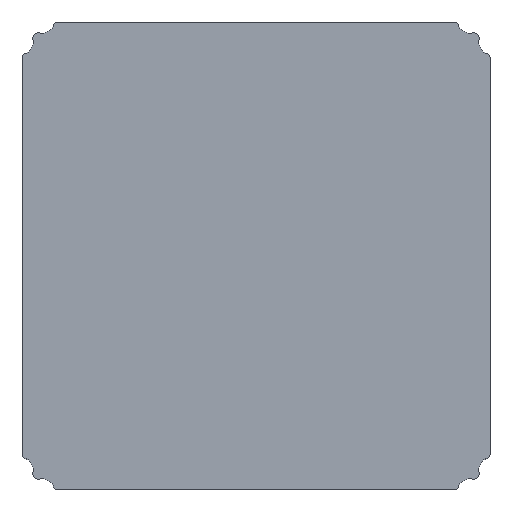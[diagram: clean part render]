
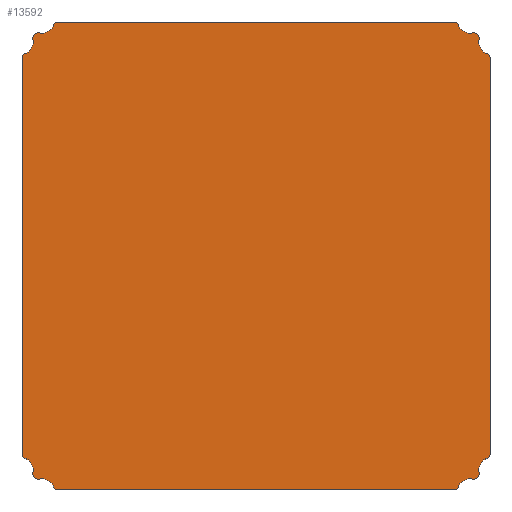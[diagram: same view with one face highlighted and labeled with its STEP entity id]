
A CAD part, top view. The second image highlights one B-rep face of the part: STEP entity #13592.
In plain terms, the highlighted planar face has unit normal (0, 0, 1).
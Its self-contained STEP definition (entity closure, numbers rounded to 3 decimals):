
#10766 = EDGE_CURVE('',#10767,#10769,#10771,.T.);
#10767 = VERTEX_POINT('',#10768);
#10768 = CARTESIAN_POINT('',(-43.661,-51.4,2.));
#10769 = VERTEX_POINT('',#10770);
#10770 = CARTESIAN_POINT('',(43.661,-51.4,2.));
#10771 = LINE('',#10772,#10773);
#10772 = CARTESIAN_POINT('',(-43.661,-51.4,2.));
#10773 = VECTOR('',#10774,1.);
#10774 = DIRECTION('',(1.,0.,0.));
#11129 = EDGE_CURVE('',#11130,#11132,#11134,.T.);
#11130 = VERTEX_POINT('',#11131);
#11131 = CARTESIAN_POINT('',(-51.4,43.661,2.));
#11132 = VERTEX_POINT('',#11133);
#11133 = CARTESIAN_POINT('',(-51.4,-43.661,2.));
#11134 = LINE('',#11135,#11136);
#11135 = CARTESIAN_POINT('',(-51.4,43.661,2.));
#11136 = VECTOR('',#11137,1.);
#11137 = DIRECTION('',(0.,-1.,0.));
#12166 = EDGE_CURVE('',#12167,#12169,#12171,.T.);
#12167 = VERTEX_POINT('',#12168);
#12168 = CARTESIAN_POINT('',(51.4,-43.661,2.));
#12169 = VERTEX_POINT('',#12170);
#12170 = CARTESIAN_POINT('',(51.4,43.661,2.));
#12171 = LINE('',#12172,#12173);
#12172 = CARTESIAN_POINT('',(51.4,-43.661,2.));
#12173 = VECTOR('',#12174,1.);
#12174 = DIRECTION('',(0.,1.,0.));
#12506 = VERTEX_POINT('',#12507);
#12507 = CARTESIAN_POINT('',(-43.661,51.4,2.));
#12514 = EDGE_CURVE('',#12506,#12515,#12517,.T.);
#12515 = VERTEX_POINT('',#12516);
#12516 = CARTESIAN_POINT('',(43.661,51.4,2.));
#12517 = LINE('',#12518,#12519);
#12518 = CARTESIAN_POINT('',(0.,51.4,2.));
#12519 = VECTOR('',#12520,1.);
#12520 = DIRECTION('',(1.,0.,0.));
#13592 = ADVANCED_FACE('',(#13593),#13771,.T.);
#13593 = FACE_BOUND('',#13594,.F.);
#13594 = EDGE_LOOP('',(#13595,#13606,#13615,#13624,#13631,#13632,#13641,
    #13650,#13659,#13668,#13675,#13676,#13685,#13694,#13703,#13712,
    #13719,#13720,#13729,#13738,#13747,#13756,#13763,#13764));
#13595 = ORIENTED_EDGE('',*,*,#13596,.T.);
#13596 = EDGE_CURVE('',#13597,#13599,#13601,.T.);
#13597 = VERTEX_POINT('',#13598);
#13598 = CARTESIAN_POINT('',(-44.377,-50.875,2.));
#13599 = VERTEX_POINT('',#13600);
#13600 = CARTESIAN_POINT('',(-47.533,-49.002,2.));
#13601 = CIRCLE('',#13602,2.75);
#13602 = AXIS2_PLACEMENT_3D('',#13603,#13604,#13605);
#13603 = CARTESIAN_POINT('',(-47.,-51.7,2.));
#13604 = DIRECTION('',(0.,0.,1.));
#13605 = DIRECTION('',(1.,0.,0.));
#13606 = ORIENTED_EDGE('',*,*,#13607,.F.);
#13607 = EDGE_CURVE('',#13608,#13599,#13610,.T.);
#13608 = VERTEX_POINT('',#13609);
#13609 = CARTESIAN_POINT('',(-49.002,-47.533,2.));
#13610 = CIRCLE('',#13611,1.25);
#13611 = AXIS2_PLACEMENT_3D('',#13612,#13613,#13614);
#13612 = CARTESIAN_POINT('',(-47.776,-47.776,2.));
#13613 = DIRECTION('',(0.,0.,1.));
#13614 = DIRECTION('',(1.,0.,0.));
#13615 = ORIENTED_EDGE('',*,*,#13616,.T.);
#13616 = EDGE_CURVE('',#13608,#13617,#13619,.T.);
#13617 = VERTEX_POINT('',#13618);
#13618 = CARTESIAN_POINT('',(-50.875,-44.377,2.));
#13619 = CIRCLE('',#13620,2.75);
#13620 = AXIS2_PLACEMENT_3D('',#13621,#13622,#13623);
#13621 = CARTESIAN_POINT('',(-51.7,-47.,2.));
#13622 = DIRECTION('',(0.,0.,1.));
#13623 = DIRECTION('',(1.,0.,0.));
#13624 = ORIENTED_EDGE('',*,*,#13625,.F.);
#13625 = EDGE_CURVE('',#11132,#13617,#13626,.T.);
#13626 = CIRCLE('',#13627,0.75);
#13627 = AXIS2_PLACEMENT_3D('',#13628,#13629,#13630);
#13628 = CARTESIAN_POINT('',(-50.65,-43.661,2.));
#13629 = DIRECTION('',(0.,0.,1.));
#13630 = DIRECTION('',(1.,0.,0.));
#13631 = ORIENTED_EDGE('',*,*,#11129,.F.);
#13632 = ORIENTED_EDGE('',*,*,#13633,.F.);
#13633 = EDGE_CURVE('',#13634,#11130,#13636,.T.);
#13634 = VERTEX_POINT('',#13635);
#13635 = CARTESIAN_POINT('',(-50.875,44.377,2.));
#13636 = CIRCLE('',#13637,0.75);
#13637 = AXIS2_PLACEMENT_3D('',#13638,#13639,#13640);
#13638 = CARTESIAN_POINT('',(-50.65,43.661,2.));
#13639 = DIRECTION('',(0.,0.,1.));
#13640 = DIRECTION('',(1.,0.,0.));
#13641 = ORIENTED_EDGE('',*,*,#13642,.T.);
#13642 = EDGE_CURVE('',#13634,#13643,#13645,.T.);
#13643 = VERTEX_POINT('',#13644);
#13644 = CARTESIAN_POINT('',(-49.002,47.533,2.));
#13645 = CIRCLE('',#13646,2.75);
#13646 = AXIS2_PLACEMENT_3D('',#13647,#13648,#13649);
#13647 = CARTESIAN_POINT('',(-51.7,47.,2.));
#13648 = DIRECTION('',(0.,0.,1.));
#13649 = DIRECTION('',(1.,0.,0.));
#13650 = ORIENTED_EDGE('',*,*,#13651,.F.);
#13651 = EDGE_CURVE('',#13652,#13643,#13654,.T.);
#13652 = VERTEX_POINT('',#13653);
#13653 = CARTESIAN_POINT('',(-47.533,49.002,2.));
#13654 = CIRCLE('',#13655,1.25);
#13655 = AXIS2_PLACEMENT_3D('',#13656,#13657,#13658);
#13656 = CARTESIAN_POINT('',(-47.776,47.776,2.));
#13657 = DIRECTION('',(0.,0.,1.));
#13658 = DIRECTION('',(1.,0.,0.));
#13659 = ORIENTED_EDGE('',*,*,#13660,.T.);
#13660 = EDGE_CURVE('',#13652,#13661,#13663,.T.);
#13661 = VERTEX_POINT('',#13662);
#13662 = CARTESIAN_POINT('',(-44.377,50.875,2.));
#13663 = CIRCLE('',#13664,2.75);
#13664 = AXIS2_PLACEMENT_3D('',#13665,#13666,#13667);
#13665 = CARTESIAN_POINT('',(-47.,51.7,2.));
#13666 = DIRECTION('',(0.,0.,1.));
#13667 = DIRECTION('',(1.,0.,0.));
#13668 = ORIENTED_EDGE('',*,*,#13669,.F.);
#13669 = EDGE_CURVE('',#12506,#13661,#13670,.T.);
#13670 = CIRCLE('',#13671,0.75);
#13671 = AXIS2_PLACEMENT_3D('',#13672,#13673,#13674);
#13672 = CARTESIAN_POINT('',(-43.661,50.65,2.));
#13673 = DIRECTION('',(0.,0.,1.));
#13674 = DIRECTION('',(1.,0.,0.));
#13675 = ORIENTED_EDGE('',*,*,#12514,.T.);
#13676 = ORIENTED_EDGE('',*,*,#13677,.F.);
#13677 = EDGE_CURVE('',#13678,#12515,#13680,.T.);
#13678 = VERTEX_POINT('',#13679);
#13679 = CARTESIAN_POINT('',(44.377,50.875,2.));
#13680 = CIRCLE('',#13681,0.75);
#13681 = AXIS2_PLACEMENT_3D('',#13682,#13683,#13684);
#13682 = CARTESIAN_POINT('',(43.661,50.65,2.));
#13683 = DIRECTION('',(0.,0.,1.));
#13684 = DIRECTION('',(1.,0.,0.));
#13685 = ORIENTED_EDGE('',*,*,#13686,.T.);
#13686 = EDGE_CURVE('',#13678,#13687,#13689,.T.);
#13687 = VERTEX_POINT('',#13688);
#13688 = CARTESIAN_POINT('',(47.533,49.002,2.));
#13689 = CIRCLE('',#13690,2.75);
#13690 = AXIS2_PLACEMENT_3D('',#13691,#13692,#13693);
#13691 = CARTESIAN_POINT('',(47.,51.7,2.));
#13692 = DIRECTION('',(0.,0.,1.));
#13693 = DIRECTION('',(1.,0.,0.));
#13694 = ORIENTED_EDGE('',*,*,#13695,.F.);
#13695 = EDGE_CURVE('',#13696,#13687,#13698,.T.);
#13696 = VERTEX_POINT('',#13697);
#13697 = CARTESIAN_POINT('',(49.002,47.533,2.));
#13698 = CIRCLE('',#13699,1.25);
#13699 = AXIS2_PLACEMENT_3D('',#13700,#13701,#13702);
#13700 = CARTESIAN_POINT('',(47.776,47.776,2.));
#13701 = DIRECTION('',(0.,0.,1.));
#13702 = DIRECTION('',(1.,0.,0.));
#13703 = ORIENTED_EDGE('',*,*,#13704,.T.);
#13704 = EDGE_CURVE('',#13696,#13705,#13707,.T.);
#13705 = VERTEX_POINT('',#13706);
#13706 = CARTESIAN_POINT('',(50.875,44.377,2.));
#13707 = CIRCLE('',#13708,2.75);
#13708 = AXIS2_PLACEMENT_3D('',#13709,#13710,#13711);
#13709 = CARTESIAN_POINT('',(51.7,47.,2.));
#13710 = DIRECTION('',(0.,0.,1.));
#13711 = DIRECTION('',(1.,0.,0.));
#13712 = ORIENTED_EDGE('',*,*,#13713,.F.);
#13713 = EDGE_CURVE('',#12169,#13705,#13714,.T.);
#13714 = CIRCLE('',#13715,0.75);
#13715 = AXIS2_PLACEMENT_3D('',#13716,#13717,#13718);
#13716 = CARTESIAN_POINT('',(50.65,43.661,2.));
#13717 = DIRECTION('',(0.,0.,1.));
#13718 = DIRECTION('',(1.,0.,0.));
#13719 = ORIENTED_EDGE('',*,*,#12166,.F.);
#13720 = ORIENTED_EDGE('',*,*,#13721,.F.);
#13721 = EDGE_CURVE('',#13722,#12167,#13724,.T.);
#13722 = VERTEX_POINT('',#13723);
#13723 = CARTESIAN_POINT('',(50.875,-44.377,2.));
#13724 = CIRCLE('',#13725,0.75);
#13725 = AXIS2_PLACEMENT_3D('',#13726,#13727,#13728);
#13726 = CARTESIAN_POINT('',(50.65,-43.661,2.));
#13727 = DIRECTION('',(0.,0.,1.));
#13728 = DIRECTION('',(1.,0.,0.));
#13729 = ORIENTED_EDGE('',*,*,#13730,.T.);
#13730 = EDGE_CURVE('',#13722,#13731,#13733,.T.);
#13731 = VERTEX_POINT('',#13732);
#13732 = CARTESIAN_POINT('',(49.002,-47.533,2.));
#13733 = CIRCLE('',#13734,2.75);
#13734 = AXIS2_PLACEMENT_3D('',#13735,#13736,#13737);
#13735 = CARTESIAN_POINT('',(51.7,-47.,2.));
#13736 = DIRECTION('',(0.,0.,1.));
#13737 = DIRECTION('',(1.,0.,0.));
#13738 = ORIENTED_EDGE('',*,*,#13739,.F.);
#13739 = EDGE_CURVE('',#13740,#13731,#13742,.T.);
#13740 = VERTEX_POINT('',#13741);
#13741 = CARTESIAN_POINT('',(47.533,-49.002,2.));
#13742 = CIRCLE('',#13743,1.25);
#13743 = AXIS2_PLACEMENT_3D('',#13744,#13745,#13746);
#13744 = CARTESIAN_POINT('',(47.776,-47.776,2.));
#13745 = DIRECTION('',(0.,0.,1.));
#13746 = DIRECTION('',(1.,0.,0.));
#13747 = ORIENTED_EDGE('',*,*,#13748,.T.);
#13748 = EDGE_CURVE('',#13740,#13749,#13751,.T.);
#13749 = VERTEX_POINT('',#13750);
#13750 = CARTESIAN_POINT('',(44.377,-50.875,2.));
#13751 = CIRCLE('',#13752,2.75);
#13752 = AXIS2_PLACEMENT_3D('',#13753,#13754,#13755);
#13753 = CARTESIAN_POINT('',(47.,-51.7,2.));
#13754 = DIRECTION('',(0.,0.,1.));
#13755 = DIRECTION('',(1.,0.,0.));
#13756 = ORIENTED_EDGE('',*,*,#13757,.F.);
#13757 = EDGE_CURVE('',#10769,#13749,#13758,.T.);
#13758 = CIRCLE('',#13759,0.75);
#13759 = AXIS2_PLACEMENT_3D('',#13760,#13761,#13762);
#13760 = CARTESIAN_POINT('',(43.661,-50.65,2.));
#13761 = DIRECTION('',(0.,0.,1.));
#13762 = DIRECTION('',(1.,0.,0.));
#13763 = ORIENTED_EDGE('',*,*,#10766,.F.);
#13764 = ORIENTED_EDGE('',*,*,#13765,.F.);
#13765 = EDGE_CURVE('',#13597,#10767,#13766,.T.);
#13766 = CIRCLE('',#13767,0.75);
#13767 = AXIS2_PLACEMENT_3D('',#13768,#13769,#13770);
#13768 = CARTESIAN_POINT('',(-43.661,-50.65,2.));
#13769 = DIRECTION('',(0.,0.,1.));
#13770 = DIRECTION('',(1.,0.,0.));
#13771 = PLANE('',#13772);
#13772 = AXIS2_PLACEMENT_3D('',#13773,#13774,#13775);
#13773 = CARTESIAN_POINT('',(-47.,-51.7,2.));
#13774 = DIRECTION('',(0.,0.,1.));
#13775 = DIRECTION('',(1.,0.,0.));
